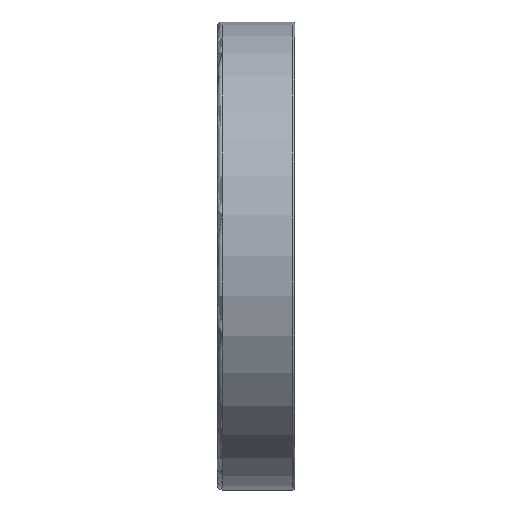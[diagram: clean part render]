
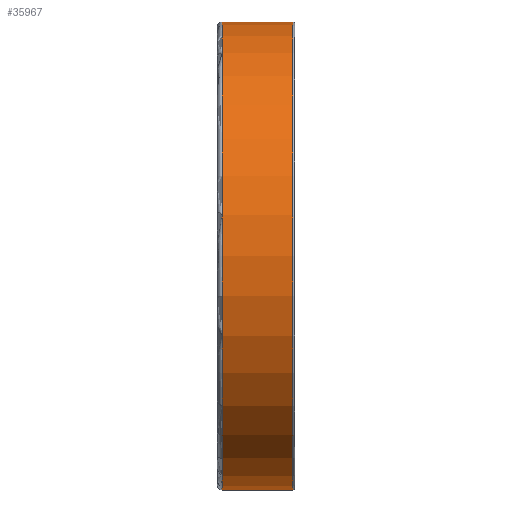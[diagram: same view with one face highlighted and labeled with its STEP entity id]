
A CAD part, top view. The second image highlights one B-rep face of the part: STEP entity #35967.
In plain terms, the highlighted cylindrical face has radius 72.5 mm (diameter 145 mm), a partial arc.
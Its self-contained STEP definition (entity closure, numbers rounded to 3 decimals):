
#25580=DIRECTION('',(-1.,0.,0.));
#25581=VECTOR('',#25580,21.9);
#25582=CARTESIAN_POINT('',(11.4,72.5,0.));
#25583=LINE('',#25582,#25581);
#25587=DIRECTION('',(-1.,0.,0.));
#25588=VECTOR('',#25587,21.9);
#25589=CARTESIAN_POINT('',(11.4,-72.5,0.));
#25590=LINE('',#25589,#25588);
#25602=CARTESIAN_POINT('',(11.4,0.,0.));
#25603=DIRECTION('',(1.,0.,0.));
#25604=DIRECTION('',(0.,1.,0.));
#25605=AXIS2_PLACEMENT_3D('',#25602,#25603,#25604);
#25610=CARTESIAN_POINT('',(-10.5,0.,0.));
#25611=DIRECTION('',(1.,0.,0.));
#25612=DIRECTION('',(0.,1.,0.));
#25613=AXIS2_PLACEMENT_3D('',#25610,#25611,#25612);
#32791=CARTESIAN_POINT('',(11.4,72.5,0.));
#32792=CARTESIAN_POINT('',(-10.5,72.5,0.));
#32793=VERTEX_POINT('',#32791);
#32794=VERTEX_POINT('',#32792);
#32803=CARTESIAN_POINT('',(11.4,-72.5,0.));
#32804=CARTESIAN_POINT('',(-10.5,-72.5,0.));
#32805=VERTEX_POINT('',#32803);
#32806=VERTEX_POINT('',#32804);
#35955=CARTESIAN_POINT('',(-13.2,0.,0.));
#35956=DIRECTION('',(1.,0.,0.));
#35957=DIRECTION('',(0.,-1.,0.));
#35958=AXIS2_PLACEMENT_3D('',#35955,#35956,#35957);
#35959=CYLINDRICAL_SURFACE('',#35958,72.5);
#35960=ORIENTED_EDGE('',*,*,#35945,.F.);
#35961=ORIENTED_EDGE('',*,*,#35922,.T.);
#35962=ORIENTED_EDGE('',*,*,#35949,.T.);
#35964=ORIENTED_EDGE('',*,*,#35963,.F.);
#35965=EDGE_LOOP('',(#35960,#35961,#35962,#35964));
#35966=FACE_OUTER_BOUND('',#35965,.F.);
#25606=CIRCLE('',#25605,72.5);
#25614=CIRCLE('',#25613,72.5);
#35922=EDGE_CURVE('',#32793,#32805,#25606,.T.);
#35945=EDGE_CURVE('',#32793,#32794,#25583,.T.);
#35949=EDGE_CURVE('',#32805,#32806,#25590,.T.);
#35963=EDGE_CURVE('',#32794,#32806,#25614,.T.);
#35967=ADVANCED_FACE('',(#35966),#35959,.T.);
